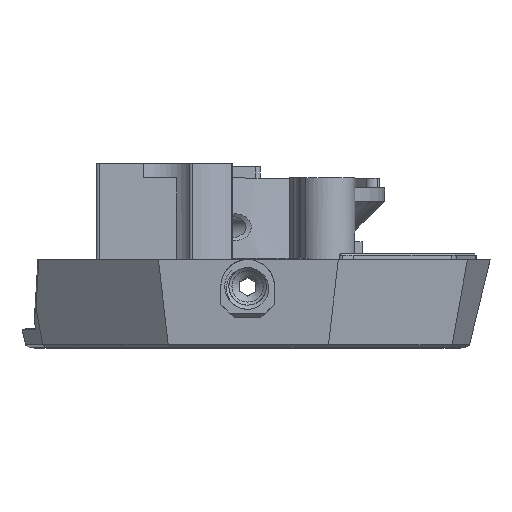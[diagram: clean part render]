
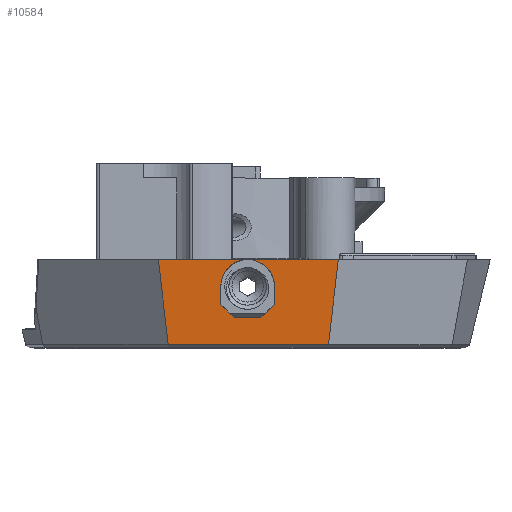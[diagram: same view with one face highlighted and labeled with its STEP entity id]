
A CAD part, top view. The second image highlights one B-rep face of the part: STEP entity #10584.
In plain terms, the highlighted planar face has unit normal (0, -0.087, 0.996).
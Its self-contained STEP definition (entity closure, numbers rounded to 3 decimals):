
#160=ELLIPSE('',#11272,3.614,3.6);
#161=ELLIPSE('',#11274,3.614,3.6);
#289=PLANE('',#11275);
#666=FACE_OUTER_BOUND('',#1274,.T.);
#1274=EDGE_LOOP('',(#7530,#7531,#7532,#7533,#7534,#7535,#7536,#7537,#7538,
#7539,#7540,#7541));
#2489=LINE('',#16674,#3518);
#2492=LINE('',#16680,#3521);
#2495=LINE('',#16686,#3524);
#2498=LINE('',#16840,#3527);
#2500=LINE('',#16844,#3529);
#2502=LINE('',#16852,#3531);
#2503=LINE('',#16854,#3532);
#2504=LINE('',#16856,#3533);
#2505=LINE('',#16858,#3534);
#2506=LINE('',#16859,#3535);
#3518=VECTOR('',#12610,10.);
#3521=VECTOR('',#12615,10.);
#3524=VECTOR('',#12620,10.);
#3527=VECTOR('',#12631,10.);
#3529=VECTOR('',#12635,10.);
#3531=VECTOR('',#12647,10.);
#3532=VECTOR('',#12648,10.);
#3533=VECTOR('',#12649,10.);
#3534=VECTOR('',#12650,10.);
#3535=VECTOR('',#12651,10.);
#4651=VERTEX_POINT('',#16667);
#4654=VERTEX_POINT('',#16672);
#4656=VERTEX_POINT('',#16678);
#4658=VERTEX_POINT('',#16684);
#4661=VERTEX_POINT('',#16692);
#4662=VERTEX_POINT('',#16839);
#4663=VERTEX_POINT('',#16843);
#4664=VERTEX_POINT('',#16851);
#4665=VERTEX_POINT('',#16853);
#4666=VERTEX_POINT('',#16855);
#4667=VERTEX_POINT('',#16857);
#5763=EDGE_CURVE('',#4654,#4651,#2489,.T.);
#5766=EDGE_CURVE('',#4656,#4654,#2492,.F.);
#5769=EDGE_CURVE('',#4656,#4658,#2495,.T.);
#5776=EDGE_CURVE('',#4651,#4662,#2498,.T.);
#5778=EDGE_CURVE('',#4663,#4662,#2500,.T.);
#5780=EDGE_CURVE('',#4658,#4661,#160,.T.);
#5781=EDGE_CURVE('',#4661,#4663,#161,.T.);
#5782=EDGE_CURVE('',#4661,#4664,#2502,.T.);
#5783=EDGE_CURVE('',#4664,#4665,#2503,.T.);
#5784=EDGE_CURVE('',#4666,#4665,#2504,.T.);
#5785=EDGE_CURVE('',#4666,#4667,#2505,.T.);
#5786=EDGE_CURVE('',#4667,#4661,#2506,.T.);
#7530=ORIENTED_EDGE('',*,*,#5766,.F.);
#7531=ORIENTED_EDGE('',*,*,#5769,.T.);
#7532=ORIENTED_EDGE('',*,*,#5780,.T.);
#7533=ORIENTED_EDGE('',*,*,#5782,.T.);
#7534=ORIENTED_EDGE('',*,*,#5783,.T.);
#7535=ORIENTED_EDGE('',*,*,#5784,.F.);
#7536=ORIENTED_EDGE('',*,*,#5785,.T.);
#7537=ORIENTED_EDGE('',*,*,#5786,.T.);
#7538=ORIENTED_EDGE('',*,*,#5781,.T.);
#7539=ORIENTED_EDGE('',*,*,#5778,.T.);
#7540=ORIENTED_EDGE('',*,*,#5776,.F.);
#7541=ORIENTED_EDGE('',*,*,#5763,.F.);
#10584=ADVANCED_FACE('',(#666),#289,.T.);
#11272=AXIS2_PLACEMENT_3D('',#16847,#12639,#12640);
#11274=AXIS2_PLACEMENT_3D('',#16849,#12643,#12644);
#11275=AXIS2_PLACEMENT_3D('',#16850,#12645,#12646);
#12610=DIRECTION('',(1.,0.,0.));
#12615=DIRECTION('',(-0.706,0.706,0.062));
#12620=DIRECTION('',(0.,0.996,0.087));
#12631=DIRECTION('',(0.706,0.706,0.062));
#12635=DIRECTION('',(0.,-0.996,-0.087));
#12639=DIRECTION('center_axis',(0.,0.087,
-0.996));
#12640=DIRECTION('ref_axis',(0.,-0.996,-0.087));
#12643=DIRECTION('center_axis',(0.,0.087,
-0.996));
#12644=DIRECTION('ref_axis',(0.,-0.996,-0.087));
#12645=DIRECTION('center_axis',(0.,-0.087,
0.996));
#12646=DIRECTION('ref_axis',(1.,0.,0.));
#12647=DIRECTION('',(-1.,0.,0.));
#12648=DIRECTION('',(0.114,-0.99,-0.087));
#12649=DIRECTION('',(-1.,0.,0.));
#12650=DIRECTION('',(0.114,0.99,0.087));
#12651=DIRECTION('',(-1.,0.,0.));
#16667=CARTESIAN_POINT('',(1.772,-4.228,129.506));
#16672=CARTESIAN_POINT('',(-1.772,-4.228,129.506));
#16674=CARTESIAN_POINT('',(1.716,-4.228,129.506));
#16678=CARTESIAN_POINT('',(-3.6,-2.4,129.666));
#16680=CARTESIAN_POINT('',(-3.136,-2.864,129.625));
#16684=CARTESIAN_POINT('',(-3.6,0.,129.876));
#16686=CARTESIAN_POINT('',(-3.6,-1.621,129.734));
#16692=CARTESIAN_POINT('',(0.,3.6,130.191));
#16839=CARTESIAN_POINT('',(3.6,-2.4,129.666));
#16840=CARTESIAN_POINT('',(3.052,-2.948,129.618));
#16843=CARTESIAN_POINT('',(3.6,0.,129.876));
#16844=CARTESIAN_POINT('',(3.6,0.165,129.89));
#16847=CARTESIAN_POINT('Origin',(0.,0.,
129.876));
#16849=CARTESIAN_POINT('Origin',(0.,0.,
129.876));
#16850=CARTESIAN_POINT('Origin',(-0.168,0.303,129.902));
#16851=CARTESIAN_POINT('',(-11.98,3.6,130.191));
#16852=CARTESIAN_POINT('',(0.43,3.6,130.191));
#16853=CARTESIAN_POINT('',(-10.664,-7.802,129.193));
#16854=CARTESIAN_POINT('',(-11.444,-1.046,129.784));
#16855=CARTESIAN_POINT('',(10.865,-7.802,129.193));
#16856=CARTESIAN_POINT('',(0.023,-7.802,129.193));
#16857=CARTESIAN_POINT('',(12.181,3.6,130.191));
#16858=CARTESIAN_POINT('',(12.131,3.174,130.154));
#16859=CARTESIAN_POINT('',(0.43,3.6,130.191));
